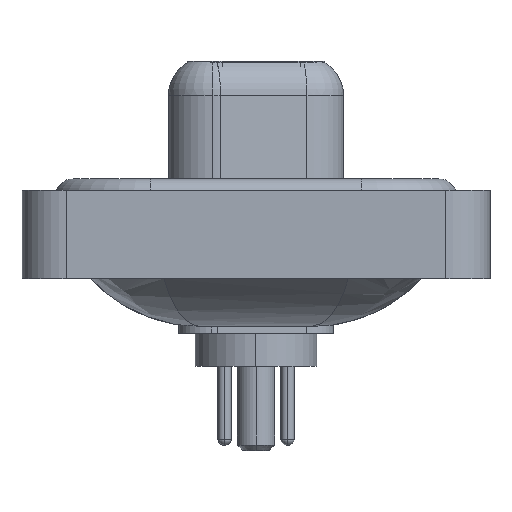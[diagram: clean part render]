
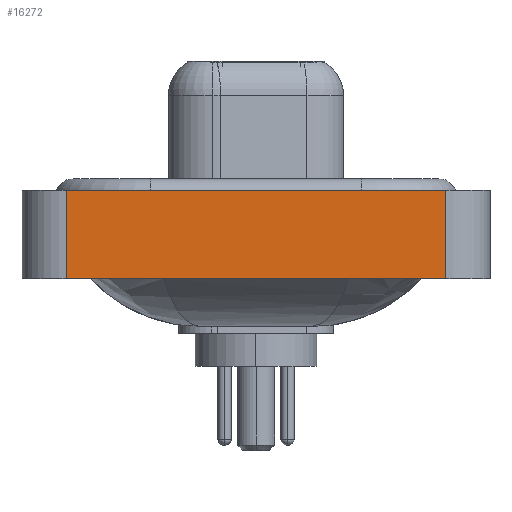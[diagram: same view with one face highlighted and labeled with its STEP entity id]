
A CAD part, left-side view. The second image highlights one B-rep face of the part: STEP entity #16272.
In plain terms, the highlighted planar face has unit normal (-1, 0, 0).
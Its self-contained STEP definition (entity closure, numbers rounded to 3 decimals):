
#250 = CARTESIAN_POINT ( 'NONE',  ( -7.35, -8.55, -3.6 ) ) ;
#676 = DIRECTION ( 'NONE',  ( 0., 0., 1. ) ) ;
#731 = ORIENTED_EDGE ( 'NONE', *, *, #18171, .F. ) ;
#760 = DIRECTION ( 'NONE',  ( 0., 0., 1. ) ) ;
#1098 = VECTOR ( 'NONE', #4465, 1000. ) ;
#1806 = VECTOR ( 'NONE', #760, 1000. ) ;
#1828 = FACE_OUTER_BOUND ( 'NONE', #9687, .T. ) ;
#3450 = VERTEX_POINT ( 'NONE', #14720 ) ;
#4143 = VECTOR ( 'NONE', #11117, 1000. ) ;
#4465 = DIRECTION ( 'NONE',  ( 0., -1., 0. ) ) ;
#4636 = VERTEX_POINT ( 'NONE', #7892 ) ;
#4752 = VECTOR ( 'NONE', #676, 1000. ) ;
#5203 = LINE ( 'NONE', #18278, #4752 ) ;
#5880 = EDGE_CURVE ( 'NONE', #9538, #3450, #5203, .T. ) ;
#6640 = DIRECTION ( 'NONE',  ( -1., 0., 0. ) ) ;
#7892 = CARTESIAN_POINT ( 'NONE',  ( -7.35, -8.55, -3.6 ) ) ;
#8220 = PLANE ( 'NONE',  #17529 ) ;
#8826 = ORIENTED_EDGE ( 'NONE', *, *, #16378, .T. ) ;
#9072 = CARTESIAN_POINT ( 'NONE',  ( -7.35, -8.55, -3.6 ) ) ;
#9538 = VERTEX_POINT ( 'NONE', #19869 ) ;
#9687 = EDGE_LOOP ( 'NONE', ( #8826, #731, #14642, #17800 ) ) ;
#10156 = CARTESIAN_POINT ( 'NONE',  ( -7.35, -8.55, 0.4 ) ) ;
#10861 = VERTEX_POINT ( 'NONE', #10156 ) ;
#11117 = DIRECTION ( 'NONE',  ( 0., -1., 0. ) ) ;
#12278 = CARTESIAN_POINT ( 'NONE',  ( -7.35, -8.55, -3.6 ) ) ;
#13034 = DIRECTION ( 'NONE',  ( 0., 0., 1. ) ) ;
#14033 = LINE ( 'NONE', #20633, #4143 ) ;
#14642 = ORIENTED_EDGE ( 'NONE', *, *, #5880, .F. ) ;
#14720 = CARTESIAN_POINT ( 'NONE',  ( -7.35, 8.55, 0.4 ) ) ;
#16272 = ADVANCED_FACE ( 'NONE', ( #1828 ), #8220, .T. ) ;
#16378 = EDGE_CURVE ( 'NONE', #4636, #10861, #20008, .T. ) ;
#16781 = EDGE_CURVE ( 'NONE', #9538, #4636, #16836, .T. ) ;
#16836 = LINE ( 'NONE', #9072, #1098 ) ;
#17529 = AXIS2_PLACEMENT_3D ( 'NONE', #250, #6640, #13034 ) ;
#17800 = ORIENTED_EDGE ( 'NONE', *, *, #16781, .T. ) ;
#18171 = EDGE_CURVE ( 'NONE', #3450, #10861, #14033, .T. ) ;
#18278 = CARTESIAN_POINT ( 'NONE',  ( -7.35, 8.55, -3.6 ) ) ;
#19869 = CARTESIAN_POINT ( 'NONE',  ( -7.35, 8.55, -3.6 ) ) ;
#20008 = LINE ( 'NONE', #12278, #1806 ) ;
#20633 = CARTESIAN_POINT ( 'NONE',  ( -7.35, -8.55, 0.4 ) ) ;
